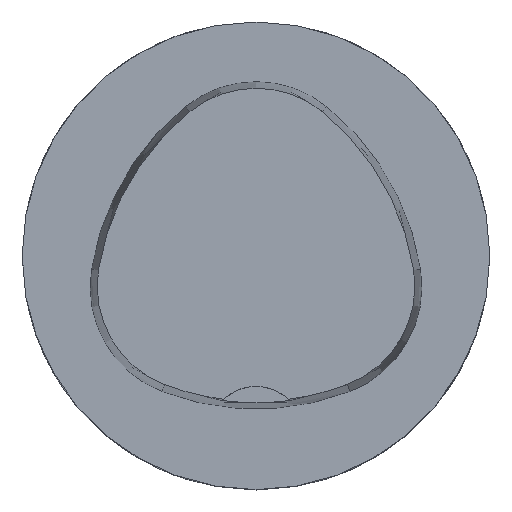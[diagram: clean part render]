
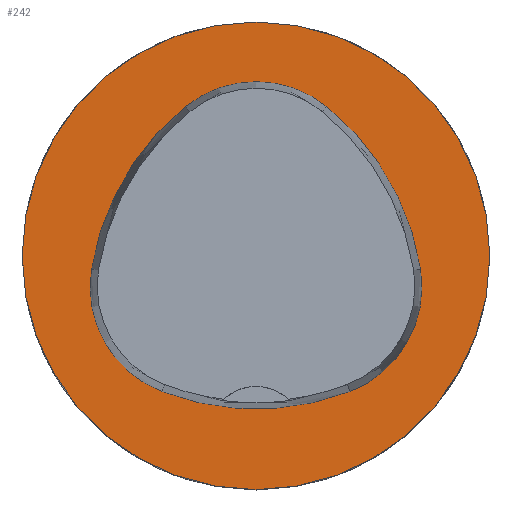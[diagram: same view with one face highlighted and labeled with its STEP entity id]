
A CAD part, top view. The second image highlights one B-rep face of the part: STEP entity #242.
In plain terms, the highlighted planar face has unit normal (0, 0, 1).
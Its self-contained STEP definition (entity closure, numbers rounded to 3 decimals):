
#242=ADVANCED_FACE('',(#503,#504),#301,.T.);
#301=PLANE('',#1485);
#503=FACE_BOUND('',#558,.T.);
#504=FACE_BOUND('',#559,.T.);
#558=EDGE_LOOP('',(#786,#787,#788,#789,#790,#791));
#559=EDGE_LOOP('',(#792));
#786=ORIENTED_EDGE('',*,*,#1199,.T.);
#787=ORIENTED_EDGE('',*,*,#1179,.T.);
#788=ORIENTED_EDGE('',*,*,#1183,.T.);
#789=ORIENTED_EDGE('',*,*,#1186,.T.);
#790=ORIENTED_EDGE('',*,*,#1189,.T.);
#791=ORIENTED_EDGE('',*,*,#1197,.T.);
#792=ORIENTED_EDGE('',*,*,#1170,.F.);
#1038=VERTEX_POINT('',#2347);
#1047=VERTEX_POINT('',#2366);
#1048=VERTEX_POINT('',#2367);
#1051=VERTEX_POINT('',#2375);
#1053=VERTEX_POINT('',#2381);
#1055=VERTEX_POINT('',#2387);
#1062=VERTEX_POINT('',#2408);
#1170=EDGE_CURVE('',#1038,#1038,#1281,.T.);
#1179=EDGE_CURVE('',#1047,#1048,#1282,.T.);
#1183=EDGE_CURVE('',#1048,#1051,#1284,.T.);
#1186=EDGE_CURVE('',#1051,#1053,#1286,.T.);
#1189=EDGE_CURVE('',#1053,#1055,#1288,.T.);
#1197=EDGE_CURVE('',#1055,#1062,#1292,.T.);
#1199=EDGE_CURVE('',#1062,#1047,#1294,.T.);
#1281=CIRCLE('',#1457,25.);
#1282=CIRCLE('',#1463,28.);
#1284=CIRCLE('',#1466,12.);
#1286=CIRCLE('',#1469,28.);
#1288=CIRCLE('',#1472,12.);
#1292=CIRCLE('',#1477,28.);
#1294=CIRCLE('',#1480,12.);
#1457=AXIS2_PLACEMENT_3D('',#2346,#1727,#1728);
#1463=AXIS2_PLACEMENT_3D('',#2365,#1743,#1744);
#1466=AXIS2_PLACEMENT_3D('',#2374,#1751,#1752);
#1469=AXIS2_PLACEMENT_3D('',#2380,#1758,#1759);
#1472=AXIS2_PLACEMENT_3D('',#2386,#1765,#1766);
#1477=AXIS2_PLACEMENT_3D('',#2409,#1777,#1778);
#1480=AXIS2_PLACEMENT_3D('',#2412,#1783,#1784);
#1485=AXIS2_PLACEMENT_3D('',#2417,#1793,#1794);
#1727=DIRECTION('',(0.,0.,-1.));
#1728=DIRECTION('',(-1.,0.,0.));
#1743=DIRECTION('',(0.,0.,-1.));
#1744=DIRECTION('',(-1.,0.,0.));
#1751=DIRECTION('',(0.,0.,-1.));
#1752=DIRECTION('',(-1.,0.,0.));
#1758=DIRECTION('',(0.,0.,-1.));
#1759=DIRECTION('',(-1.,0.,0.));
#1765=DIRECTION('',(0.,0.,-1.));
#1766=DIRECTION('',(-1.,0.,0.));
#1777=DIRECTION('',(0.,0.,-1.));
#1778=DIRECTION('',(-1.,0.,0.));
#1783=DIRECTION('',(0.,0.,-1.));
#1784=DIRECTION('',(-1.,0.,0.));
#1793=DIRECTION('',(0.,0.,1.));
#1794=DIRECTION('',(1.,0.,0.));
#2346=CARTESIAN_POINT('',(0.,0.,0.));
#2347=CARTESIAN_POINT('',(-25.,0.,0.));
#2365=CARTESIAN_POINT('',(10.068,-5.824,0.));
#2366=CARTESIAN_POINT('',(-17.584,-1.424,0.));
#2367=CARTESIAN_POINT('',(-7.531,15.953,0.));
#2374=CARTESIAN_POINT('',(0.011,6.62,0.));
#2375=CARTESIAN_POINT('',(7.567,15.942,0.));
#2380=CARTESIAN_POINT('',(-10.063,-5.81,0.));
#2381=CARTESIAN_POINT('',(17.59,-1.418,0.));
#2386=CARTESIAN_POINT('',(5.739,-3.3,0.));
#2387=CARTESIAN_POINT('',(10.05,-14.499,0.));
#2408=CARTESIAN_POINT('',(-10.025,-14.516,0.));
#2409=CARTESIAN_POINT('',(-0.01,11.631,0.));
#2412=CARTESIAN_POINT('',(-5.733,-3.31,0.));
#2417=CARTESIAN_POINT('',(0.,0.,0.));
